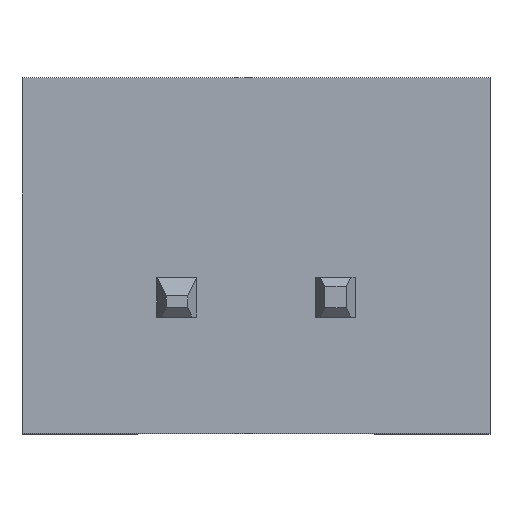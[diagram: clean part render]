
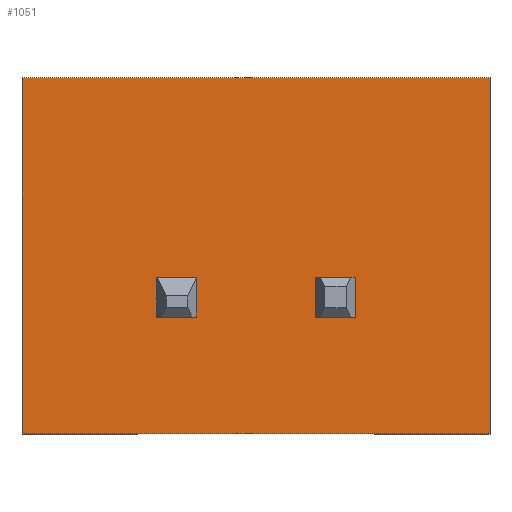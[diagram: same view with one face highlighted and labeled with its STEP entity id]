
A CAD part, top view. The second image highlights one B-rep face of the part: STEP entity #1051.
In plain terms, the highlighted planar face has unit normal (0, 0, 1).
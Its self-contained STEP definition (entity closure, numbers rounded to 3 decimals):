
#15=FACE_BOUND('',#136,.T.);
#16=FACE_BOUND('',#137,.T.);
#81=FACE_OUTER_BOUND('',#135,.T.);
#135=EDGE_LOOP('',(#921,#922,#923,#924));
#136=EDGE_LOOP('',(#925,#926,#927,#928));
#137=EDGE_LOOP('',(#929,#930,#931,#932));
#201=LINE('',#1510,#343);
#204=LINE('',#1516,#346);
#207=LINE('',#1522,#349);
#210=LINE('',#1526,#352);
#213=LINE('',#1534,#355);
#216=LINE('',#1540,#358);
#219=LINE('',#1546,#361);
#222=LINE('',#1550,#364);
#250=LINE('',#1609,#392);
#266=LINE('',#1641,#408);
#278=LINE('',#1663,#420);
#282=LINE('',#1670,#424);
#343=VECTOR('',#1239,10.);
#346=VECTOR('',#1244,10.);
#349=VECTOR('',#1249,10.);
#352=VECTOR('',#1254,10.);
#355=VECTOR('',#1259,10.);
#358=VECTOR('',#1264,10.);
#361=VECTOR('',#1269,10.);
#364=VECTOR('',#1274,10.);
#392=VECTOR('',#1318,10.);
#408=VECTOR('',#1342,10.);
#420=VECTOR('',#1364,10.);
#424=VECTOR('',#1374,10.);
#465=VERTEX_POINT('',#1507);
#466=VERTEX_POINT('',#1509);
#468=VERTEX_POINT('',#1515);
#470=VERTEX_POINT('',#1521);
#473=VERTEX_POINT('',#1531);
#474=VERTEX_POINT('',#1533);
#476=VERTEX_POINT('',#1539);
#478=VERTEX_POINT('',#1545);
#500=VERTEX_POINT('',#1606);
#501=VERTEX_POINT('',#1608);
#512=VERTEX_POINT('',#1638);
#513=VERTEX_POINT('',#1640);
#579=EDGE_CURVE('',#466,#465,#201,.T.);
#582=EDGE_CURVE('',#468,#466,#204,.T.);
#585=EDGE_CURVE('',#470,#468,#207,.T.);
#588=EDGE_CURVE('',#465,#470,#210,.T.);
#591=EDGE_CURVE('',#474,#473,#213,.T.);
#594=EDGE_CURVE('',#476,#474,#216,.T.);
#597=EDGE_CURVE('',#478,#476,#219,.T.);
#600=EDGE_CURVE('',#473,#478,#222,.T.);
#628=EDGE_CURVE('',#500,#501,#250,.T.);
#644=EDGE_CURVE('',#512,#513,#266,.T.);
#656=EDGE_CURVE('',#501,#512,#278,.T.);
#660=EDGE_CURVE('',#513,#500,#282,.T.);
#921=ORIENTED_EDGE('',*,*,#656,.F.);
#922=ORIENTED_EDGE('',*,*,#628,.F.);
#923=ORIENTED_EDGE('',*,*,#660,.F.);
#924=ORIENTED_EDGE('',*,*,#644,.F.);
#925=ORIENTED_EDGE('',*,*,#585,.T.);
#926=ORIENTED_EDGE('',*,*,#582,.T.);
#927=ORIENTED_EDGE('',*,*,#579,.T.);
#928=ORIENTED_EDGE('',*,*,#588,.T.);
#929=ORIENTED_EDGE('',*,*,#597,.T.);
#930=ORIENTED_EDGE('',*,*,#594,.T.);
#931=ORIENTED_EDGE('',*,*,#591,.T.);
#932=ORIENTED_EDGE('',*,*,#600,.T.);
#997=PLANE('',#1122);
#1051=ADVANCED_FACE('',(#81,#15,#16),#997,.T.);
#1122=AXIS2_PLACEMENT_3D('',#1671,#1375,#1376);
#1239=DIRECTION('',(1.,0.,0.));
#1244=DIRECTION('',(0.,1.,0.));
#1249=DIRECTION('',(-1.,0.,0.));
#1254=DIRECTION('',(0.,-1.,0.));
#1259=DIRECTION('',(1.,0.,0.));
#1264=DIRECTION('',(0.,1.,0.));
#1269=DIRECTION('',(-1.,0.,0.));
#1274=DIRECTION('',(0.,-1.,0.));
#1318=DIRECTION('',(0.,-1.,0.));
#1342=DIRECTION('',(0.,1.,0.));
#1364=DIRECTION('',(-1.,0.,0.));
#1374=DIRECTION('',(1.,0.,0.));
#1375=DIRECTION('center_axis',(0.,0.,1.));
#1376=DIRECTION('ref_axis',(1.,0.,0.));
#1507=CARTESIAN_POINT('',(-8.41,-0.35,0.));
#1509=CARTESIAN_POINT('',(-9.05,-0.35,0.));
#1510=CARTESIAN_POINT('',(-9.525,-0.35,0.));
#1515=CARTESIAN_POINT('',(-9.05,-0.99,0.));
#1516=CARTESIAN_POINT('',(-9.05,-0.495,0.));
#1521=CARTESIAN_POINT('',(-8.41,-0.99,0.));
#1522=CARTESIAN_POINT('',(-9.205,-0.99,0.));
#1526=CARTESIAN_POINT('',(-8.41,-0.175,0.));
#1531=CARTESIAN_POINT('',(-10.95,-0.35,0.));
#1533=CARTESIAN_POINT('',(-11.59,-0.35,0.));
#1534=CARTESIAN_POINT('',(-10.795,-0.35,0.));
#1539=CARTESIAN_POINT('',(-11.59,-0.99,0.));
#1540=CARTESIAN_POINT('',(-11.59,-0.495,0.));
#1545=CARTESIAN_POINT('',(-10.95,-0.99,0.));
#1546=CARTESIAN_POINT('',(-10.475,-0.99,0.));
#1550=CARTESIAN_POINT('',(-10.95,-0.175,0.));
#1606=CARTESIAN_POINT('',(-6.25,2.85,0.));
#1608=CARTESIAN_POINT('',(-6.25,-2.85,0.));
#1609=CARTESIAN_POINT('',(-6.25,2.85,0.));
#1638=CARTESIAN_POINT('',(-13.75,-2.85,0.));
#1640=CARTESIAN_POINT('',(-13.75,2.85,0.));
#1641=CARTESIAN_POINT('',(-13.75,-2.85,0.));
#1663=CARTESIAN_POINT('',(-6.25,-2.85,0.));
#1670=CARTESIAN_POINT('',(-13.75,2.85,0.));
#1671=CARTESIAN_POINT('Origin',(-10.,0.,0.));
